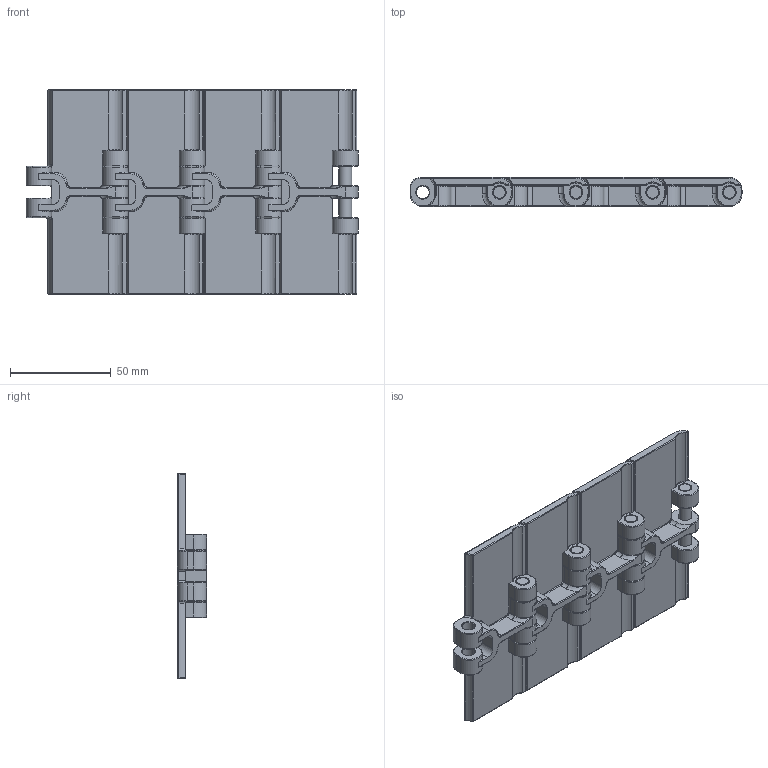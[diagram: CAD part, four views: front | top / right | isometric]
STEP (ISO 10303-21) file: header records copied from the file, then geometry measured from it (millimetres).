
FILE_DESCRIPTION((''),'2;1');
FILE_NAME('_CGS_TEMP_IGS','2020-01-24T',('SYSTEM'),(''),'PRO/ENGINEER BY PARAMETRIC TECHNOLOGY CORPORATION, 2016360','PRO/ENGINEER BY PARAMETRIC TECHNOLOGY CORPORATION, 2016360','');
FILE_SCHEMA(('AUTOMOTIVE_DESIGN { 1 0 10303 214 1 1 1 1 }'));
Length unit declared in the file: inch
Products named in the file (1): _CGS_TEMP_IGS
Bounding box: 165.1 x 14.48 x 101.6 mm (x, y, z)
Volume: 84798.1 mm3; surface area: 43681.8 mm2
Topology: 1 solids, 13 shells, 884 faces, 2182 edges, 1266 vertices
Faces by surface type: cylinder 352, torus 200, plane 168, cone 96, bspline 44, sphere 24
Entity records: 37261 total; most frequent: CARTESIAN_POINT 10011, DIRECTION 4664, ORIENTED_EDGE 4316, EDGE_CURVE 2158, AXIS2_PLACEMENT_3D 1902, VERTEX_POINT 1266, CIRCLE 1062, EDGE_LOOP 900
